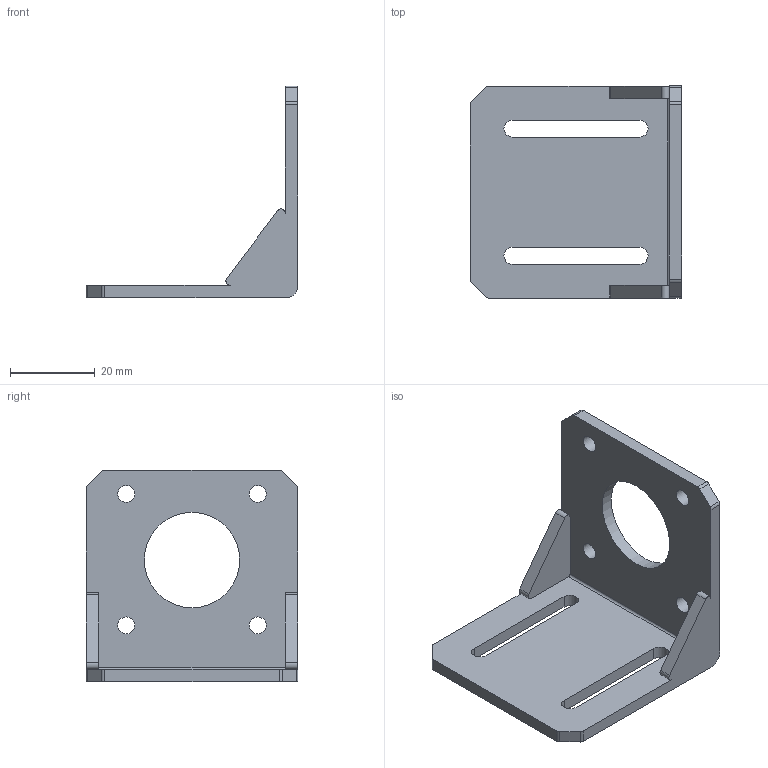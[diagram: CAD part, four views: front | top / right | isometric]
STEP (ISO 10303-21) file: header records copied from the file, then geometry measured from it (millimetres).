
FILE_DESCRIPTION(('FreeCAD Model'),'2;1');
FILE_NAME( 'Nema-17_MountBracket.step', '2018-02-12T09:18:35',('Author'),(''), 'Open CASCADE STEP processor 6.8','FreeCAD','Unknown');
FILE_SCHEMA(('AUTOMOTIVE_DESIGN_CC2 { 1 2 10303 214 -1 1 5 4 }'));
Length unit declared in the file: millimetre
Products named in the file (2): ASSEMBLY; Nema-17_MountBracket
Assembly tree (1 placements, depth 2):
  ASSEMBLY
    Nema-17_MountBracket
Bounding box: 50 x 50 x 50 mm (x, y, z)
Volume: 13104.4 mm3; surface area: 10340.7 mm2
Topology: 1 solids, 1 shells, 43 faces, 123 edges, 82 vertices
Faces by surface type: cylinder 23, plane 20
Full cylindrical faces by diameter (mm): 4 x4, 22.5 x1
Entity records: 3123 total; most frequent: CARTESIAN_POINT 588, DIRECTION 483, LINE 269, VECTOR 269, ORIENTED_EDGE 246, PCURVE 246, DEFINITIONAL_REPRESENTATION 246, EDGE_CURVE 123
